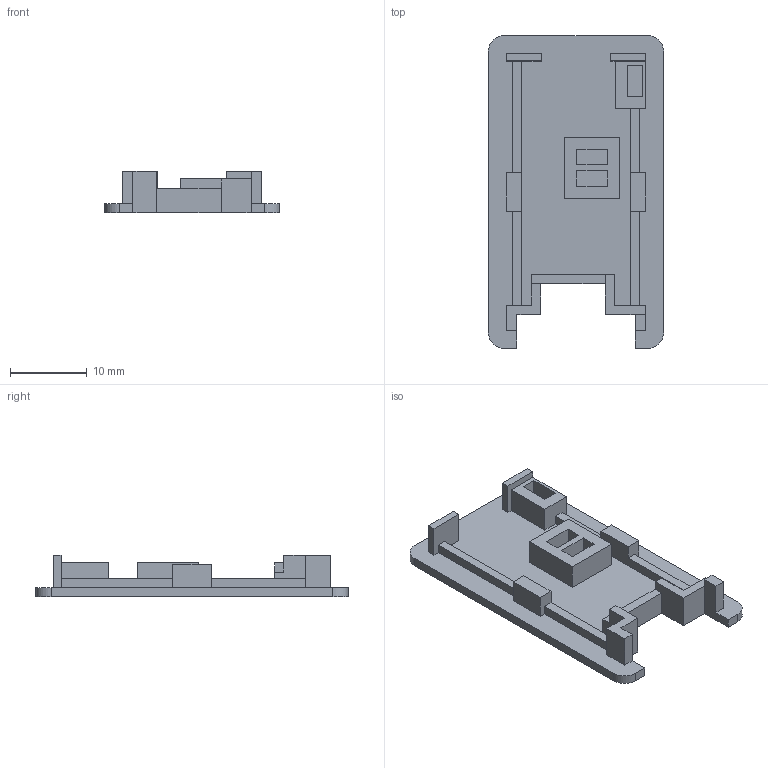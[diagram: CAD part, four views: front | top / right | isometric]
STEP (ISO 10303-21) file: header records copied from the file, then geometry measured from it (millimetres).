
FILE_DESCRIPTION (( 'STEP AP214' ), '1' );
FILE_NAME ('ftdi_top.STEP', '2024-07-27T14:13:55', ( '' ), ( '' ), 'SwSTEP 2.0', 'SolidWorks 2023', '' );
FILE_SCHEMA (( 'AUTOMOTIVE_DESIGN' ));
Length unit declared in the file: millimetre
Products named in the file (1): ftdi_top
Bounding box: 22.8 x 40.7 x 5.4 mm (x, y, z)
Volume: 1448.5 mm3; surface area: 2594.2 mm2
Topology: 1 solids, 1 shells, 84 faces, 232 edges, 154 vertices
Faces by surface type: plane 80, cylinder 4
Entity records: 2651 total; most frequent: CARTESIAN_POINT 471, ORIENTED_EDGE 464, DIRECTION 410, EDGE_CURVE 232, LINE 224, VECTOR 224, VERTEX_POINT 154, AXIS2_PLACEMENT_3D 93
